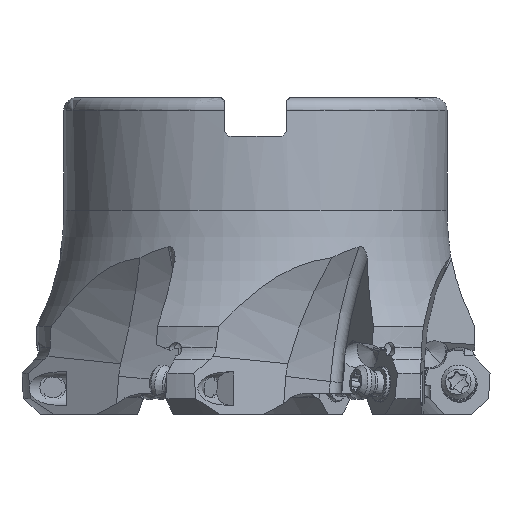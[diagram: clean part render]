
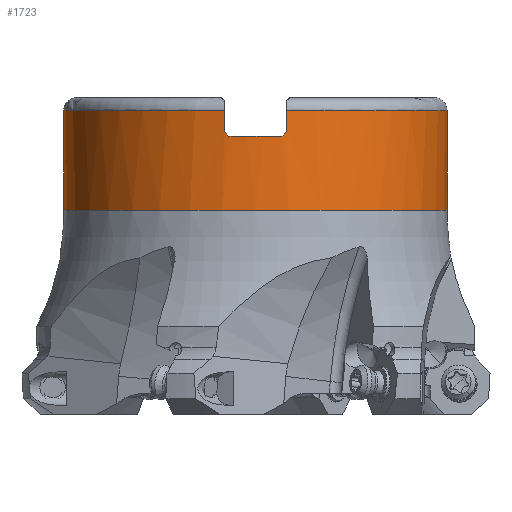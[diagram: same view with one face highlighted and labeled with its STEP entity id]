
A CAD part, front view. The second image highlights one B-rep face of the part: STEP entity #1723.
In plain terms, the highlighted cylindrical face has radius 30 mm (diameter 60 mm), a partial arc.
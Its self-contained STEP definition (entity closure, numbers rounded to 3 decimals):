
#604=B_SPLINE_CURVE_WITH_KNOTS('',3,(#19110,#19111,#19112,#19113),
 .UNSPECIFIED.,.F.,.F.,(4,4),(0.,1.),.UNSPECIFIED.);
#605=B_SPLINE_CURVE_WITH_KNOTS('',3,(#19117,#19118,#19119,#19120),
 .UNSPECIFIED.,.F.,.F.,(4,4),(0.,1.),.UNSPECIFIED.);
#842=CYLINDRICAL_SURFACE('',#10636,30.);
#1222=FACE_OUTER_BOUND('',#2413,.T.);
#1723=ADVANCED_FACE('',(#1222),#842,.T.);
#2413=EDGE_LOOP('',(#5797,#5798,#5799,#5800,#5801,#5802,#5803,#5804,#5805,
#5806));
#2736=CIRCLE('',#10136,30.);
#2973=CIRCLE('',#10632,30.);
#2974=CIRCLE('',#10634,30.);
#2975=CIRCLE('',#10635,30.);
#3456=LINE('',#19035,#3828);
#3457=LINE('',#19036,#3829);
#3458=LINE('',#19108,#3830);
#3459=LINE('',#19122,#3831);
#3828=VECTOR('',#12762,1.);
#3829=VECTOR('',#12763,1.);
#3830=VECTOR('',#12776,1.);
#3831=VECTOR('',#12779,1.);
#5797=ORIENTED_EDGE('',*,*,#9074,.F.);
#5798=ORIENTED_EDGE('',*,*,#8417,.T.);
#5799=ORIENTED_EDGE('',*,*,#9073,.F.);
#5800=ORIENTED_EDGE('',*,*,#9082,.T.);
#5801=ORIENTED_EDGE('',*,*,#9083,.F.);
#5802=ORIENTED_EDGE('',*,*,#9084,.F.);
#5803=ORIENTED_EDGE('',*,*,#9085,.T.);
#5804=ORIENTED_EDGE('',*,*,#9086,.F.);
#5805=ORIENTED_EDGE('',*,*,#9087,.F.);
#5806=ORIENTED_EDGE('',*,*,#9081,.T.);
#7302=VERTEX_POINT('',#15201);
#7303=VERTEX_POINT('',#15203);
#7738=VERTEX_POINT('',#19034);
#7739=VERTEX_POINT('',#19037);
#7741=VERTEX_POINT('',#19054);
#7745=VERTEX_POINT('',#19107);
#7746=VERTEX_POINT('',#19109);
#7747=VERTEX_POINT('',#19114);
#7748=VERTEX_POINT('',#19116);
#7749=VERTEX_POINT('',#19121);
#8417=EDGE_CURVE('',#7303,#7302,#2736,.T.);
#9073=EDGE_CURVE('',#7738,#7302,#3456,.T.);
#9074=EDGE_CURVE('',#7303,#7739,#3457,.T.);
#9081=EDGE_CURVE('',#7741,#7739,#2973,.T.);
#9082=EDGE_CURVE('',#7738,#7745,#2974,.T.);
#9083=EDGE_CURVE('',#7746,#7745,#3458,.T.);
#9084=EDGE_CURVE('',#7747,#7746,#604,.T.);
#9085=EDGE_CURVE('',#7747,#7748,#2975,.T.);
#9086=EDGE_CURVE('',#7749,#7748,#605,.T.);
#9087=EDGE_CURVE('',#7741,#7749,#3459,.T.);
#10136=AXIS2_PLACEMENT_3D('',#15202,#11642,#11643);
#10632=AXIS2_PLACEMENT_3D('',#19104,#12770,#12771);
#10634=AXIS2_PLACEMENT_3D('',#19106,#12774,#12775);
#10635=AXIS2_PLACEMENT_3D('',#19115,#12777,#12778);
#10636=AXIS2_PLACEMENT_3D('',#19123,#12780,#12781);
#11642=DIRECTION('',(0.,0.,1.));
#11643=DIRECTION('',(-1.,0.,0.));
#12762=DIRECTION('',(0.,0.,-1.));
#12763=DIRECTION('',(0.,0.,1.));
#12770=DIRECTION('',(0.,0.,-1.));
#12771=DIRECTION('',(-0.163,-0.987,0.));
#12774=DIRECTION('',(0.,0.,-1.));
#12775=DIRECTION('',(1.,0.,0.));
#12776=DIRECTION('',(0.,0.,1.));
#12777=DIRECTION('',(0.,0.,-1.));
#12778=DIRECTION('',(0.138,-0.99,0.));
#12779=DIRECTION('',(0.,0.,-1.));
#12780=DIRECTION('',(0.,0.,-1.));
#12781=DIRECTION('',(-1.,0.,0.));
#15201=CARTESIAN_POINT('',(30.,0.,-17.634));
#15202=CARTESIAN_POINT('',(0.,0.,-17.634));
#15203=CARTESIAN_POINT('',(-30.,0.,-17.634));
#19034=CARTESIAN_POINT('',(30.,0.,-2.));
#19035=CARTESIAN_POINT('',(30.,0.,-2.));
#19036=CARTESIAN_POINT('',(-30.,0.,-17.634));
#19037=CARTESIAN_POINT('',(-30.,0.,-2.));
#19054=CARTESIAN_POINT('',(-4.9,-29.597,-2.));
#19104=CARTESIAN_POINT('',(0.,0.,-2.));
#19106=CARTESIAN_POINT('',(0.,0.,-2.));
#19107=CARTESIAN_POINT('',(4.9,-29.597,-2.));
#19108=CARTESIAN_POINT('',(4.9,-29.597,-5.3));
#19109=CARTESIAN_POINT('',(4.9,-29.597,-5.3));
#19110=CARTESIAN_POINT('',(4.15,-29.712,-6.05));
#19111=CARTESIAN_POINT('',(4.4,-29.677,-5.8));
#19112=CARTESIAN_POINT('',(4.65,-29.638,-5.55));
#19113=CARTESIAN_POINT('',(4.9,-29.597,-5.3));
#19114=CARTESIAN_POINT('',(4.15,-29.712,-6.05));
#19115=CARTESIAN_POINT('',(0.,0.,-6.05));
#19116=CARTESIAN_POINT('',(-4.15,-29.712,-6.05));
#19117=CARTESIAN_POINT('',(-4.9,-29.597,-5.3));
#19118=CARTESIAN_POINT('',(-4.65,-29.638,-5.55));
#19119=CARTESIAN_POINT('',(-4.4,-29.677,-5.8));
#19120=CARTESIAN_POINT('',(-4.15,-29.712,-6.05));
#19121=CARTESIAN_POINT('',(-4.9,-29.597,-5.3));
#19122=CARTESIAN_POINT('',(-4.9,-29.597,-2.));
#19123=CARTESIAN_POINT('',(0.,0.,-1.687));
